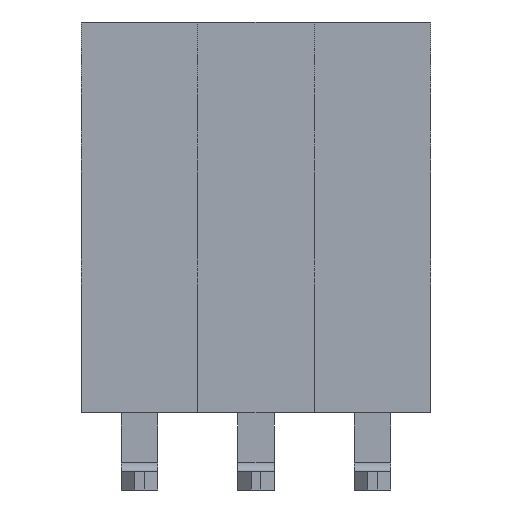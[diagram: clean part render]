
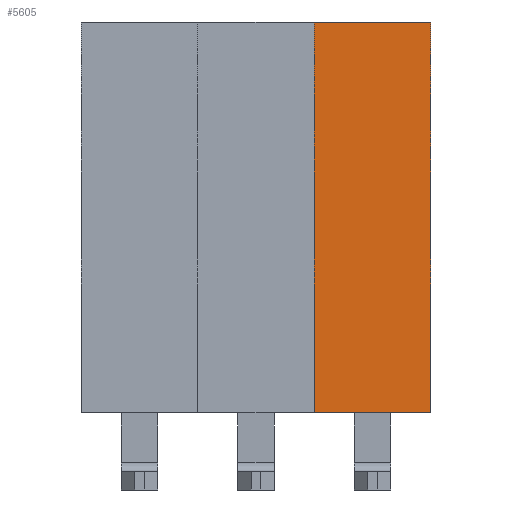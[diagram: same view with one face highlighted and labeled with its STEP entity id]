
A CAD part, front view. The second image highlights one B-rep face of the part: STEP entity #5605.
In plain terms, the highlighted planar face has unit normal (0, -1, 0).
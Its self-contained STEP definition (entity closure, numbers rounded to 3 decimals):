
#179 = VECTOR ( 'NONE', #2751, 1000. ) ;
#391 = LINE ( 'NONE', #2868, #733 ) ;
#472 = VECTOR ( 'NONE', #919, 1000. ) ;
#517 = EDGE_CURVE ( 'NONE', #3550, #1955, #2133, .T. ) ;
#547 = VECTOR ( 'NONE', #3097, 1000. ) ;
#733 = VECTOR ( 'NONE', #2405, 1000. ) ;
#807 = CARTESIAN_POINT ( 'NONE',  ( -1.27, 0., 8.5 ) ) ;
#854 = CARTESIAN_POINT ( 'NONE',  ( -1.27, 0., 8.5 ) ) ;
#919 = DIRECTION ( 'NONE',  ( 0., 0., -1. ) ) ;
#1091 = CARTESIAN_POINT ( 'NONE',  ( 1.27, 0., 8.5 ) ) ;
#1317 = DIRECTION ( 'NONE',  ( 0., 1., 0. ) ) ;
#1369 = ORIENTED_EDGE ( 'NONE', *, *, #517, .F. ) ;
#1513 = ORIENTED_EDGE ( 'NONE', *, *, #5967, .F. ) ;
#1725 = FACE_OUTER_BOUND ( 'NONE', #3567, .T. ) ;
#1780 = CARTESIAN_POINT ( 'NONE',  ( -1.27, 0., 0. ) ) ;
#1834 = LINE ( 'NONE', #6081, #179 ) ;
#1955 = VERTEX_POINT ( 'NONE', #1091 ) ;
#2133 = LINE ( 'NONE', #5963, #547 ) ;
#2181 = EDGE_CURVE ( 'NONE', #3550, #4753, #5206, .T. ) ;
#2405 = DIRECTION ( 'NONE',  ( 0., 0., -1. ) ) ;
#2751 = DIRECTION ( 'NONE',  ( 1., 0., 0. ) ) ;
#2784 = PLANE ( 'NONE',  #5712 ) ;
#2868 = CARTESIAN_POINT ( 'NONE',  ( 1.27, 0., 8.5 ) ) ;
#3097 = DIRECTION ( 'NONE',  ( 1., 0., 0. ) ) ;
#3482 = EDGE_CURVE ( 'NONE', #4753, #4395, #1834, .T. ) ;
#3550 = VERTEX_POINT ( 'NONE', #807 ) ;
#3567 = EDGE_LOOP ( 'NONE', ( #5530, #1513, #1369, #3909 ) ) ;
#3909 = ORIENTED_EDGE ( 'NONE', *, *, #2181, .T. ) ;
#4395 = VERTEX_POINT ( 'NONE', #4978 ) ;
#4662 = DIRECTION ( 'NONE',  ( -1., 0., 0. ) ) ;
#4753 = VERTEX_POINT ( 'NONE', #1780 ) ;
#4978 = CARTESIAN_POINT ( 'NONE',  ( 1.27, 0., 0. ) ) ;
#5206 = LINE ( 'NONE', #854, #472 ) ;
#5530 = ORIENTED_EDGE ( 'NONE', *, *, #3482, .T. ) ;
#5605 = ADVANCED_FACE ( 'NONE', ( #1725 ), #2784, .F. ) ;
#5712 = AXIS2_PLACEMENT_3D ( 'NONE', #5965, #1317, #4662 ) ;
#5963 = CARTESIAN_POINT ( 'NONE',  ( 1.27, 0., 8.5 ) ) ;
#5965 = CARTESIAN_POINT ( 'NONE',  ( 1.27, 0., 8.5 ) ) ;
#5967 = EDGE_CURVE ( 'NONE', #1955, #4395, #391, .T. ) ;
#6081 = CARTESIAN_POINT ( 'NONE',  ( 1.27, 0., 0. ) ) ;
